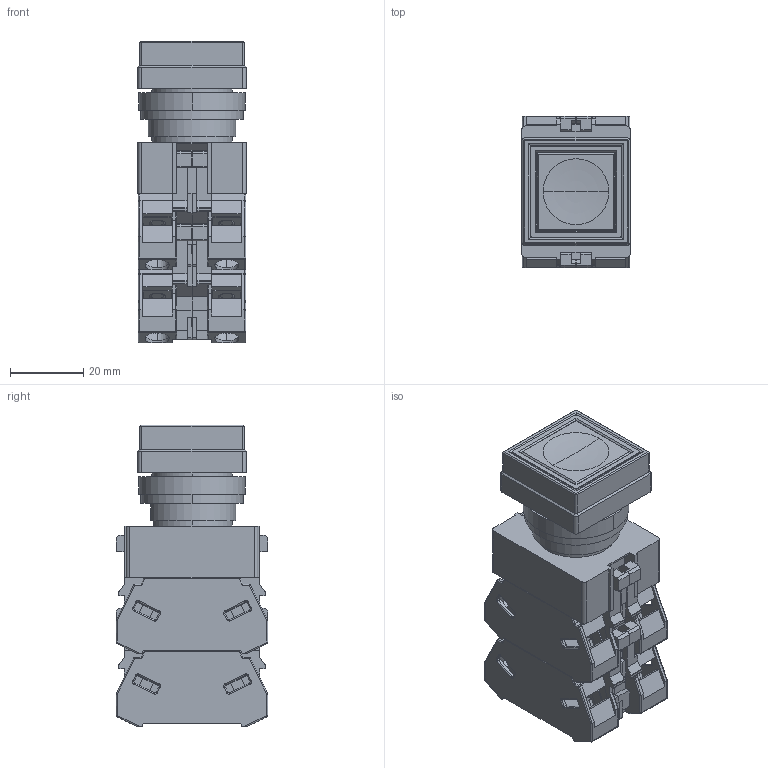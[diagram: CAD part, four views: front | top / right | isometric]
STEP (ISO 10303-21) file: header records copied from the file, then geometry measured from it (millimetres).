
FILE_DESCRIPTION (( 'STEP AP214' ), '1' );
FILE_NAME ('13_A[B][O]QW1xx$.STEP', '2021-01-15T07:53:43', ( 'IDEC' ), ( 'IDEC' ), 'SwSTEP 2.0', 'SolidWorks 2019', '' );
FILE_SCHEMA (( 'AUTOMOTIVE_DESIGN' ));
Length unit declared in the file: millimetre
Products named in the file (6): TW-SQUARE-CAP-N; 13_A[B][O]QW1xx$; TW-BODY2; TW-ADJUSTMENT-RING; TW-SQUARE-FLUSH-BUTTON; HW-Uxx(R)
Assembly tree (8 placements, depth 2):
  13_A[B][O]QW1xx$
    TW-BODY2
    TW-SQUARE-FLUSH-BUTTON
    TW-SQUARE-CAP-N
    TW-ADJUSTMENT-RING
    HW-Uxx(R)  x4
Bounding box: 29.6 x 41.4 x 82.5 mm (x, y, z)
Volume: 65893.6 mm3; surface area: 30825.7 mm2
Topology: 8 solids, 8 shells, 1227 faces, 3343 edges, 2135 vertices
Faces by surface type: plane 750, cylinder 307, bspline 144, cone 24, torus 2
Entity records: 13880 total; most frequent: CARTESIAN_POINT 3227, ORIENTED_EDGE 2246, DIRECTION 2075, EDGE_CURVE 1123, LINE 843, VECTOR 843, VERTEX_POINT 719, AXIS2_PLACEMENT_3D 616
